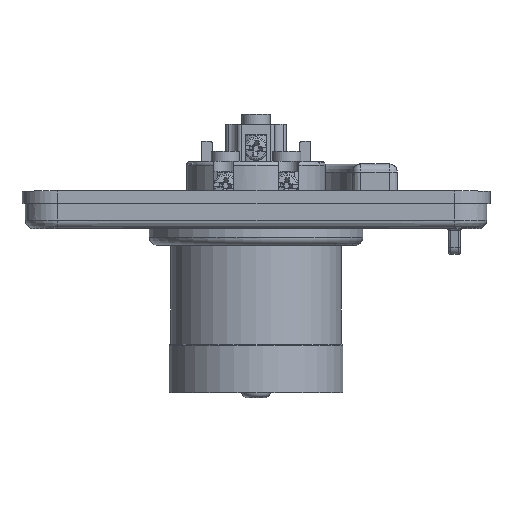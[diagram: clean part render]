
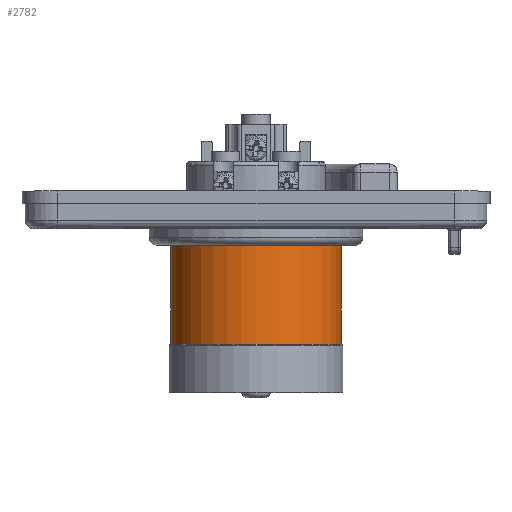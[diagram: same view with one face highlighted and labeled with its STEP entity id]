
A CAD part, top view. The second image highlights one B-rep face of the part: STEP entity #2782.
In plain terms, the highlighted cylindrical face has radius 21.1 mm (diameter 42.2 mm), a full revolution.
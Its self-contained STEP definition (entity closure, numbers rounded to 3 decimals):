
#661=FACE_BOUND('',#6197,.T.);
#662=FACE_BOUND('',#6198,.T.);
#1379=CYLINDRICAL_SURFACE('',#24617,21.1);
#2782=ADVANCED_FACE('',(#661,#662),#1379,.T.);
#6197=EDGE_LOOP('',(#16276));
#6198=EDGE_LOOP('',(#16277));
#9895=CIRCLE('',#24612,21.1);
#9897=CIRCLE('',#24616,21.1);
#16276=ORIENTED_EDGE('',*,*,#21711,.T.);
#16277=ORIENTED_EDGE('',*,*,#21713,.F.);
#18480=VERTEX_POINT('',#60696);
#18482=VERTEX_POINT('',#60702);
#21711=EDGE_CURVE('',#18480,#18480,#9895,.T.);
#21713=EDGE_CURVE('',#18482,#18482,#9897,.T.);
#24612=AXIS2_PLACEMENT_3D('',#60695,#29935,#29936);
#24616=AXIS2_PLACEMENT_3D('',#60701,#29943,#29944);
#24617=AXIS2_PLACEMENT_3D('',#60703,#29945,#29946);
#29935=DIRECTION('',(0.,1.,0.));
#29936=DIRECTION('',(0.,0.,-1.));
#29943=DIRECTION('',(0.,1.,0.));
#29944=DIRECTION('',(0.,0.,-1.));
#29945=DIRECTION('',(0.,-1.,0.));
#29946=DIRECTION('',(1.,0.,0.));
#60695=CARTESIAN_POINT('',(0.,-15.1,0.));
#60696=CARTESIAN_POINT('',(0.,-15.1,-21.1));
#60701=CARTESIAN_POINT('',(0.,9.4,0.));
#60702=CARTESIAN_POINT('',(0.,9.4,-21.1));
#60703=CARTESIAN_POINT('',(0.,9.4,0.));
